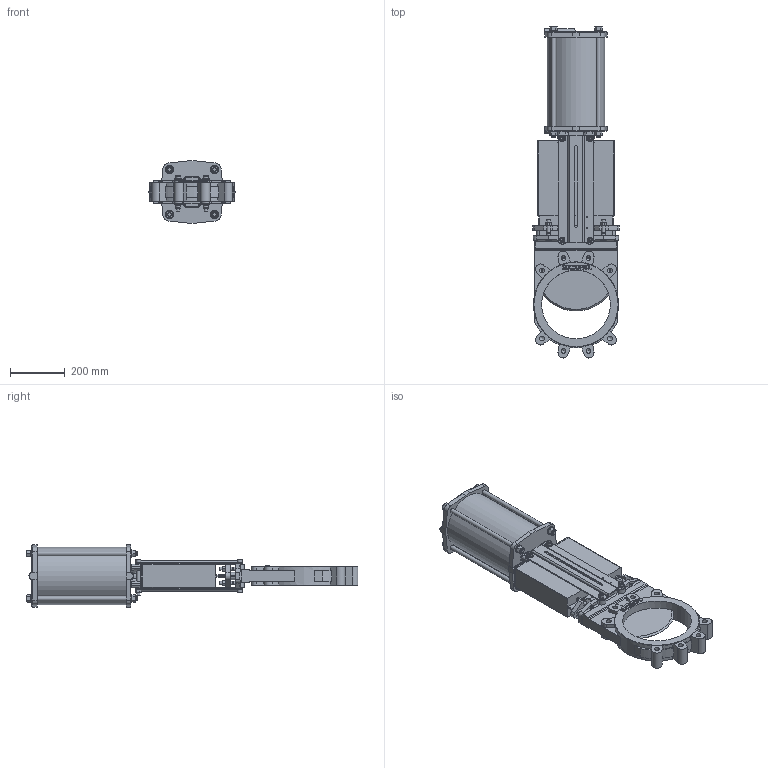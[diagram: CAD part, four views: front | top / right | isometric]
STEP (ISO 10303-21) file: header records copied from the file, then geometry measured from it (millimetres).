
FILE_DESCRIPTION(/* description */ (''),/* implementation_level */ '2;1');
FILE_NAME(/* name */ 'S170-172-176-178-VG-PN-DN250.stp',/* time_stamp */ '2015-01-06T14:54:17+01:00',/* author */ ('fballet'),/* organization */ (''),/* preprocessor_version */ 'ST-DEVELOPER v15.2',/* originating_system */ 'Autodesk Inventor 2014',/* authorisation */ '');
FILE_SCHEMA (('AUTOMOTIVE_DESIGN { 1 0 10303 214 3 1 1 }'));
Length unit declared in the file: millimetre
Products named in the file (1): S170-172-176-178-VG-PN-DN250
Bounding box: 314.9 x 1208.98 x 227.93 mm (x, y, z)
Volume: 25561674.8 mm3; surface area: 1318847 mm2
Topology: 7 solids, 7 shells, 1230 faces, 3103 edges, 1952 vertices
Faces by surface type: plane 576, cylinder 322, cone 225, bspline 88, torus 17, sphere 2
Full cylindrical faces by diameter (mm): 3.5 x2, 4.2 x4, 10 x1, 10.2 x8, 12 x20, 12.2 x6, 13 x6, 13.2 x4, 14 x8, 16 x12, 17 x4, 17.5 x24, 17.73 x2, 18 x4, 18.4 x6, 24 x6, 30 x5, 210 x1, 250 x1
Entity records: 38433 total; most frequent: CARTESIAN_POINT 10518, ORIENTED_EDGE 5686, DIRECTION 5516, EDGE_CURVE 2843, AXIS2_PLACEMENT_3D 2107, VERTEX_POINT 1863, EDGE_LOOP 1536, LINE 1302
